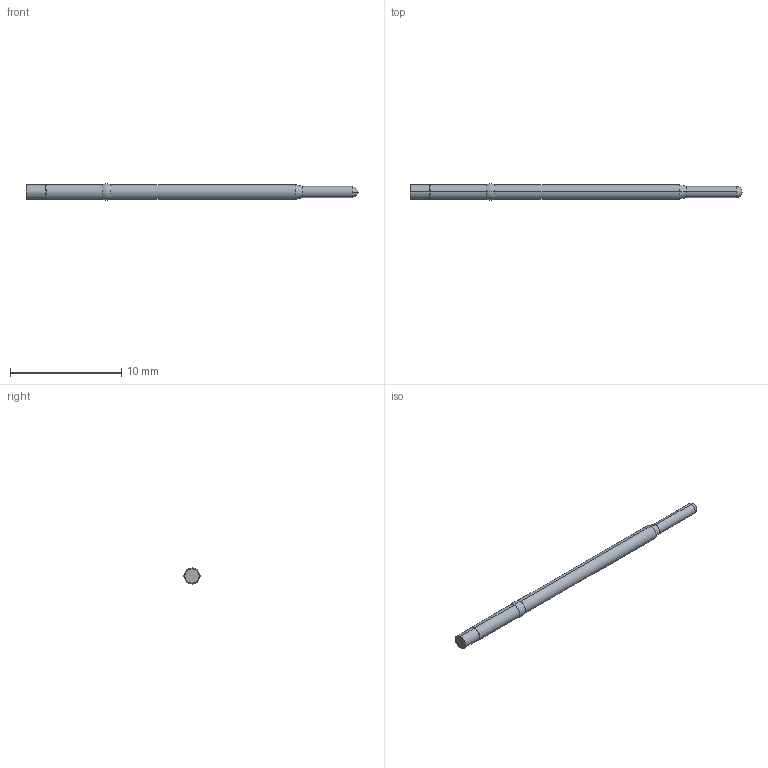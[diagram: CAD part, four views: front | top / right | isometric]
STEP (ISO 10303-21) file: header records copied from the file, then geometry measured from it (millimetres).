
FILE_DESCRIPTION (( 'STEP AP214' ), '1' );
FILE_NAME ('075-SDS250M.STEP', '2013-06-06T15:02:34', ( 'spare' ), ( '' ), 'SwSTEP 2.0', 'SolidWorks 2012', '' );
FILE_SCHEMA (( 'AUTOMOTIVE_DESIGN' ));
Length unit declared in the file: inch
Products named in the file (1): 075-SDS250M
Bounding box: 29.84 x 1.44 x 1.45 mm (x, y, z)
Volume: 37.6 mm3; surface area: 119.9 mm2
Topology: 1 solids, 1 shells, 17 faces, 36 edges, 19 vertices
Faces by surface type: cylinder 8, cone 4, sphere 2, torus 2, plane 1
Entity records: 482 total; most frequent: DIRECTION 92, CARTESIAN_POINT 71, ORIENTED_EDGE 68, AXIS2_PLACEMENT_3D 40, EDGE_CURVE 34, CIRCLE 22, VERTEX_POINT 19, FACE_OUTER_BOUND 17
